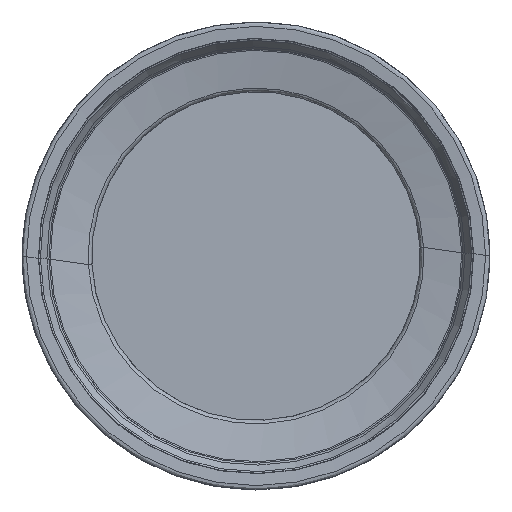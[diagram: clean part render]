
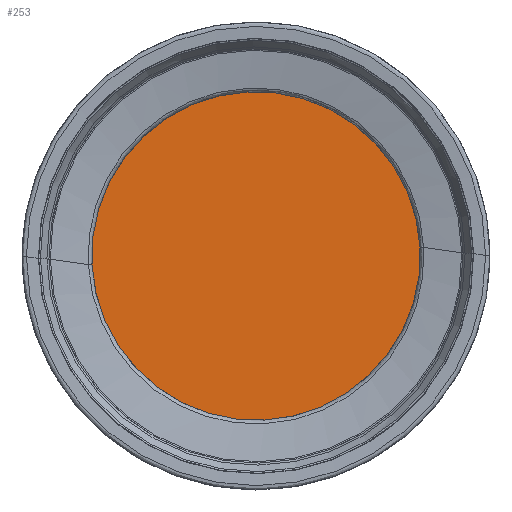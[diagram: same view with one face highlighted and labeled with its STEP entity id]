
A CAD part, left-side view. The second image highlights one B-rep face of the part: STEP entity #253.
In plain terms, the highlighted planar face has unit normal (-1, 0, 0).
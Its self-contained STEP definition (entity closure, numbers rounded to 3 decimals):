
#33=PLANE('',#1064);
#253=ADVANCED_FACE('',(#360),#33,.T.);
#360=FACE_OUTER_BOUND('',#438,.T.);
#438=EDGE_LOOP('',(#750));
#520=CIRCLE('',#1062,15.551);
#750=ORIENTED_EDGE('',*,*,#952,.F.);
#832=VERTEX_POINT('',#2335);
#952=EDGE_CURVE('',#832,#832,#520,.T.);
#1062=AXIS2_PLACEMENT_3D('',#2334,#1300,#1301);
#1064=AXIS2_PLACEMENT_3D('',#2337,#1304,#1305);
#1300=DIRECTION('',(1.,0.,0.));
#1301=DIRECTION('',(0.,1.,0.));
#1304=DIRECTION('',(-1.,0.,0.));
#1305=DIRECTION('',(0.,-1.,0.));
#2334=CARTESIAN_POINT('',(2.6,0.,0.));
#2335=CARTESIAN_POINT('',(2.6,15.551,0.));
#2337=CARTESIAN_POINT('',(2.6,15.551,0.));
